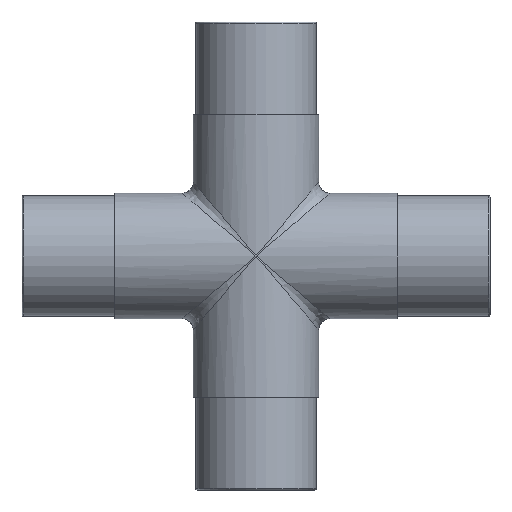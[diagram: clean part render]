
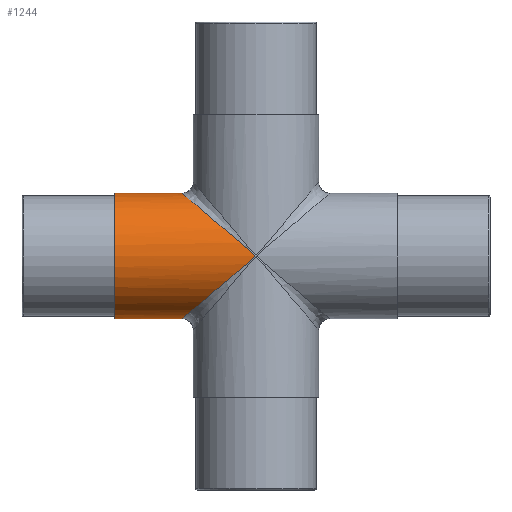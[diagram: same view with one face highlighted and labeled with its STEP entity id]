
A CAD part, front view. The second image highlights one B-rep face of the part: STEP entity #1244.
In plain terms, the highlighted cylindrical face has radius 16.85 mm (diameter 33.7 mm), a partial arc.
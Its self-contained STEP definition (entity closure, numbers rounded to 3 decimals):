
#15 = LINE ( 'NONE', #1367, #952 ) ;
#27 = CARTESIAN_POINT ( 'NONE',  ( -38., 0., 16.85 ) ) ;
#65 = VERTEX_POINT ( 'NONE', #1996 ) ;
#91 = AXIS2_PLACEMENT_3D ( 'NONE', #1282, #1051, #300 ) ;
#109 = CARTESIAN_POINT ( 'NONE',  ( -38., 0., -16.85 ) ) ;
#206 = CIRCLE ( 'NONE', #1982, 16.85 ) ;
#207 = ORIENTED_EDGE ( 'NONE', *, *, #1479, .T. ) ;
#241 = EDGE_CURVE ( 'NONE', #65, #1188, #1525, .T. ) ;
#300 = DIRECTION ( 'NONE',  ( 0., 0., -1. ) ) ;
#356 = ORIENTED_EDGE ( 'NONE', *, *, #241, .T. ) ;
#370 = CARTESIAN_POINT ( 'NONE',  ( -19.85, -9.871, 16.85 ) ) ;
#387 = CARTESIAN_POINT ( 'NONE',  ( -19.85, -9.871, -16.85 ) ) ;
#466 = EDGE_CURVE ( 'NONE', #1607, #1399, #15, .T. ) ;
#523 = CARTESIAN_POINT ( 'NONE',  ( -11.628, -16.85, 9.871 ) ) ;
#542 = CARTESIAN_POINT ( 'NONE',  ( -19.85, 0., -16.85 ) ) ;
#554 = CARTESIAN_POINT ( 'NONE',  ( 0., -16.85, 0. ) ) ;
#556 = CARTESIAN_POINT ( 'NONE',  ( 0., -16.85, 0. ) ) ;
#557 = EDGE_LOOP ( 'NONE', ( #1808, #2112, #356, #1050, #207 ) ) ;
#718 = CARTESIAN_POINT ( 'NONE',  ( -19.85, 0., -16.85 ) ) ;
#933 = CARTESIAN_POINT ( 'NONE',  ( -19.85, 0., 16.85 ) ) ;
#952 = VECTOR ( 'NONE', #2057, 1000. ) ;
#1050 = ORIENTED_EDGE ( 'NONE', *, *, #1916, .T. ) ;
#1051 = DIRECTION ( 'NONE',  ( 1., 0., 0. ) ) ;
#1086 = CARTESIAN_POINT ( 'NONE',  ( -11.628, -16.85, -9.871 ) ) ;
#1162 = VERTEX_POINT ( 'NONE', #554 ) ;
#1167 = CARTESIAN_POINT ( 'NONE',  ( -38., 0., 0. ) ) ;
#1188 = VERTEX_POINT ( 'NONE', #542 ) ;
#1244 = ADVANCED_FACE ( 'NONE', ( #1449 ), #2136, .T. ) ;
#1282 = CARTESIAN_POINT ( 'NONE',  ( -38., 0., 0. ) ) ;
#1367 = CARTESIAN_POINT ( 'NONE',  ( -38., 0., 16.85 ) ) ;
#1399 = VERTEX_POINT ( 'NONE', #933 ) ;
#1413 = EDGE_CURVE ( 'NONE', #1607, #65, #206, .T. ) ;
#1449 = FACE_OUTER_BOUND ( 'NONE', #557, .T. ) ;
#1479 = EDGE_CURVE ( 'NONE', #1162, #1399, #2021, .T. ) ;
#1484 = DIRECTION ( 'NONE',  ( 1., 0., 0. ) ) ;
#1525 = LINE ( 'NONE', #109, #1682 ) ;
#1600 = CARTESIAN_POINT ( 'NONE',  ( 0., -16.85, 0. ) ) ;
#1607 = VERTEX_POINT ( 'NONE', #27 ) ;
#1682 = VECTOR ( 'NONE', #1881, 1000. ) ;
#1716 = CARTESIAN_POINT ( 'NONE',  ( -19.85, 0., 16.85 ) ) ;
#1808 = ORIENTED_EDGE ( 'NONE', *, *, #466, .F. ) ;
#1881 = DIRECTION ( 'NONE',  ( 1., 0., 0. ) ) ;
#1916 = EDGE_CURVE ( 'NONE', #1188, #1162, #2164, .T. ) ;
#1982 = AXIS2_PLACEMENT_3D ( 'NONE', #1167, #1484, #2031 ) ;
#1996 = CARTESIAN_POINT ( 'NONE',  ( -38., 0., -16.85 ) ) ;
#2021 =( BOUNDED_CURVE ( )  B_SPLINE_CURVE ( 3, ( #1600, #523, #370, #1716 ),
 .UNSPECIFIED., .F., .T. ) 
 B_SPLINE_CURVE_WITH_KNOTS ( ( 4, 4 ),
 ( 4.712, 6.283 ),
 .UNSPECIFIED. ) 
 CURVE ( )  GEOMETRIC_REPRESENTATION_ITEM ( )  RATIONAL_B_SPLINE_CURVE ( ( 1., 0.805, 0.805, 1. ) ) 
 REPRESENTATION_ITEM ( '' )  );
#2031 = DIRECTION ( 'NONE',  ( 0., 0., -1. ) ) ;
#2057 = DIRECTION ( 'NONE',  ( 1., 0., 0. ) ) ;
#2112 = ORIENTED_EDGE ( 'NONE', *, *, #1413, .T. ) ;
#2136 = CYLINDRICAL_SURFACE ( 'NONE', #91, 16.85 ) ;
#2164 =( BOUNDED_CURVE ( )  B_SPLINE_CURVE ( 3, ( #718, #387, #1086, #556 ),
 .UNSPECIFIED., .F., .F. ) 
 B_SPLINE_CURVE_WITH_KNOTS ( ( 4, 4 ),
 ( 3.142, 4.712 ),
 .UNSPECIFIED. ) 
 CURVE ( )  GEOMETRIC_REPRESENTATION_ITEM ( )  RATIONAL_B_SPLINE_CURVE ( ( 1., 0.805, 0.805, 1. ) ) 
 REPRESENTATION_ITEM ( '' )  );
